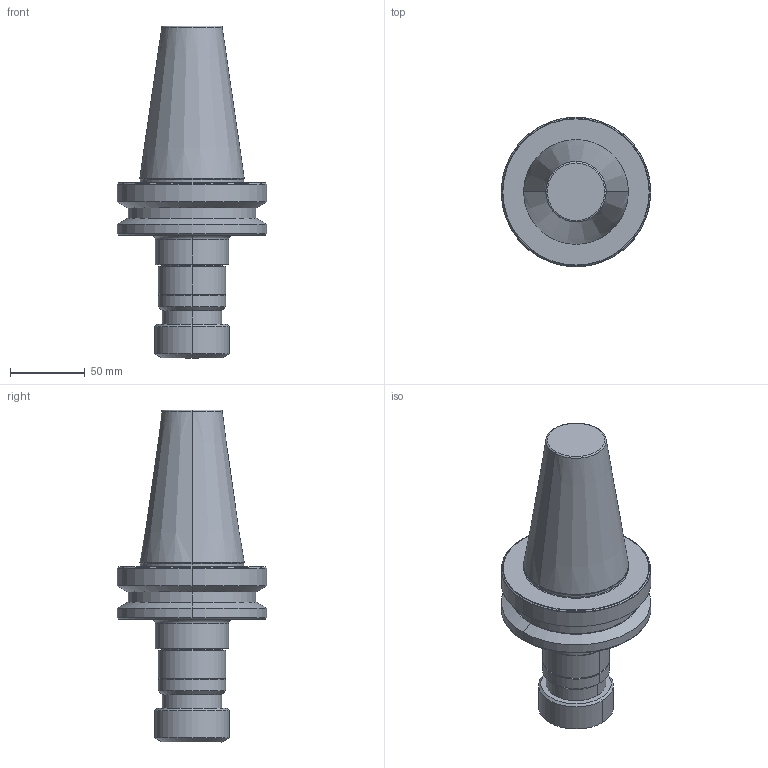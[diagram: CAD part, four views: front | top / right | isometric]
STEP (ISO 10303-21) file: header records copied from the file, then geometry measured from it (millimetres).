
FILE_DESCRIPTION (( 'STEP AP203' ), '1' );
FILE_NAME ('BT50 ER 32 120 AD+B MLC.STEP', '2019-05-25T05:10:10', ( '' ), ( '' ), 'SwSTEP 2.0', 'SolidWorks 2014', '' );
FILE_SCHEMA (( 'CONFIG_CONTROL_DESIGN' ));
Length unit declared in the file: millimetre
Products named in the file (1): BT50 ER 32 120 AD+B MLC
Bounding box: 100 x 100 x 221.8 mm (x, y, z)
Volume: 649881 mm3; surface area: 57414.8 mm2
Topology: 1 solids, 1 shells, 71 faces, 140 edges, 78 vertices
Faces by surface type: cone 26, cylinder 20, torus 16, plane 9
Entity records: 1897 total; most frequent: DIRECTION 378, CARTESIAN_POINT 290, ORIENTED_EDGE 280, AXIS2_PLACEMENT_3D 166, EDGE_CURVE 140, CIRCLE 94, EDGE_LOOP 78, VERTEX_POINT 78
